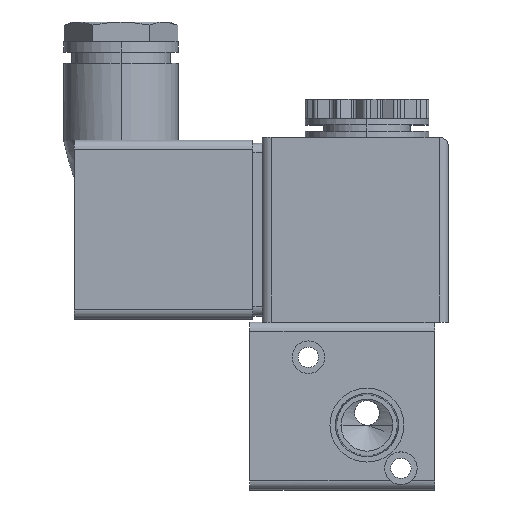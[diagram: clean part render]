
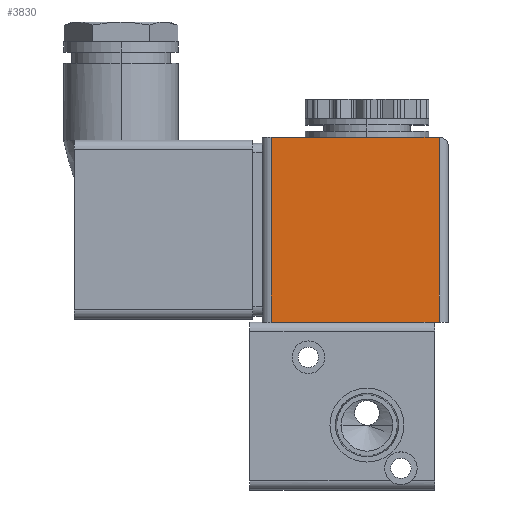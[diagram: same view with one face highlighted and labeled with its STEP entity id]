
A CAD part, top view. The second image highlights one B-rep face of the part: STEP entity #3830.
In plain terms, the highlighted planar face has unit normal (0, 0, 1).
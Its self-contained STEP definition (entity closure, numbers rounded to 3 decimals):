
#221 = ORIENTED_EDGE ( 'NONE', *, *, #1286, .T. ) ;
#375 = VECTOR ( 'NONE', #2161, 1000. ) ;
#443 = CARTESIAN_POINT ( 'NONE',  ( 15.7, 43.6, 11. ) ) ;
#782 = ORIENTED_EDGE ( 'NONE', *, *, #1214, .T. ) ;
#835 = VERTEX_POINT ( 'NONE', #3848 ) ;
#1214 = EDGE_CURVE ( 'NONE', #2012, #835, #5023, .T. ) ;
#1286 = EDGE_CURVE ( 'NONE', #835, #2703, #2226, .T. ) ;
#1387 = AXIS2_PLACEMENT_3D ( 'NONE', #4751, #5773, #4807 ) ;
#1522 = CARTESIAN_POINT ( 'NONE',  ( 15.7, 43.6, 11. ) ) ;
#1743 = VERTEX_POINT ( 'NONE', #7064 ) ;
#1918 = CARTESIAN_POINT ( 'NONE',  ( -13., 43.6, 11. ) ) ;
#1945 = EDGE_CURVE ( 'NONE', #1743, #2703, #3595, .T. ) ;
#2012 = VERTEX_POINT ( 'NONE', #3040 ) ;
#2115 = CARTESIAN_POINT ( 'NONE',  ( -11.5, 43.6, 11. ) ) ;
#2161 = DIRECTION ( 'NONE',  ( 0., -1., 0. ) ) ;
#2226 = LINE ( 'NONE', #443, #6920 ) ;
#2703 = VERTEX_POINT ( 'NONE', #1522 ) ;
#2817 = ORIENTED_EDGE ( 'NONE', *, *, #1945, .F. ) ;
#3040 = CARTESIAN_POINT ( 'NONE',  ( -11.5, 13.6, 11. ) ) ;
#3518 = VECTOR ( 'NONE', #3776, 1000. ) ;
#3595 = LINE ( 'NONE', #1918, #5965 ) ;
#3776 = DIRECTION ( 'NONE',  ( 1., 0., 0. ) ) ;
#3830 = ADVANCED_FACE ( 'NONE', ( #4469 ), #6960, .F. ) ;
#3848 = CARTESIAN_POINT ( 'NONE',  ( 15.7, 13.6, 11. ) ) ;
#4387 = DIRECTION ( 'NONE',  ( 0., 1., 0. ) ) ;
#4469 = FACE_OUTER_BOUND ( 'NONE', #6840, .T. ) ;
#4751 = CARTESIAN_POINT ( 'NONE',  ( -13., 43.6, 11. ) ) ;
#4807 = DIRECTION ( 'NONE',  ( -1., 0., 0. ) ) ;
#4982 = CARTESIAN_POINT ( 'NONE',  ( -13., 13.6, 11. ) ) ;
#5023 = LINE ( 'NONE', #4982, #3518 ) ;
#5404 = ORIENTED_EDGE ( 'NONE', *, *, #6830, .T. ) ;
#5773 = DIRECTION ( 'NONE',  ( 0., 0., -1. ) ) ;
#5965 = VECTOR ( 'NONE', #6421, 1000. ) ;
#6421 = DIRECTION ( 'NONE',  ( 1., 0., 0. ) ) ;
#6830 = EDGE_CURVE ( 'NONE', #1743, #2012, #7090, .T. ) ;
#6840 = EDGE_LOOP ( 'NONE', ( #2817, #5404, #782, #221 ) ) ;
#6920 = VECTOR ( 'NONE', #4387, 1000. ) ;
#6960 = PLANE ( 'NONE',  #1387 ) ;
#7064 = CARTESIAN_POINT ( 'NONE',  ( -11.5, 43.6, 11. ) ) ;
#7090 = LINE ( 'NONE', #2115, #375 ) ;
